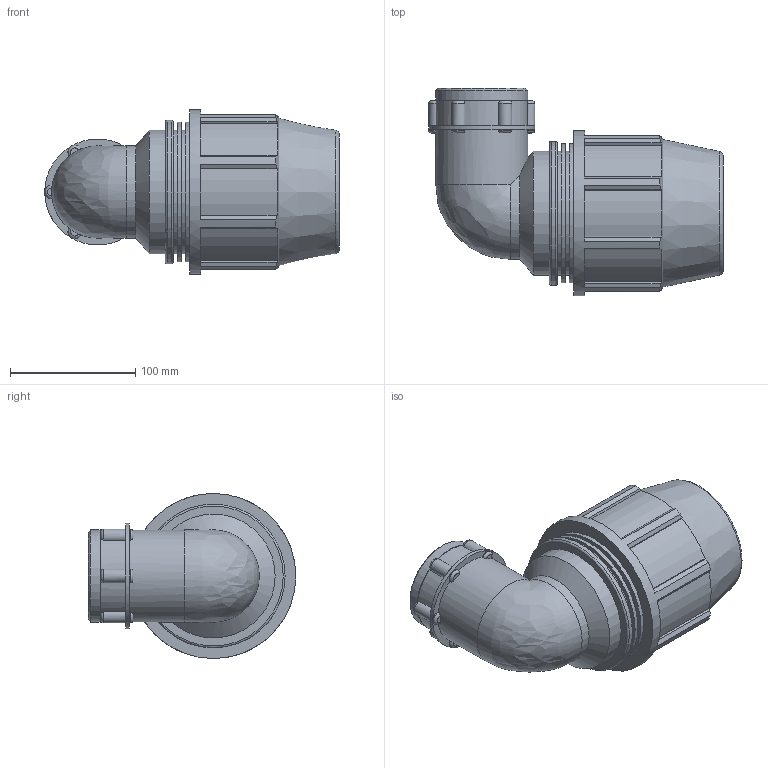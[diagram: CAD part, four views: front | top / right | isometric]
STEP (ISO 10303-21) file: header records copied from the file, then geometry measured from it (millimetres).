
FILE_DESCRIPTION(/* description */ ('PLASSON 90° ELBOW FEMALE ADAPTOR 75-2"'),/* implementation_level */ '2;1');
FILE_NAME(/* name */ '871500075020_181500075020_841506075020.ipt.stp',/* time_stamp */ '2018-03-25T20:11:03+03:00',/* author */ ('KIM'),/* organization */ (''),/* preprocessor_version */ 'ST-DEVELOPER v15.6',/* originating_system */ 'Autodesk Inventor 2015',/* authorisation */ '');
FILE_SCHEMA (('AUTOMOTIVE_DESIGN { 1 0 10303 214 3 1 1 }'));
Length unit declared in the file: millimetre
Products named in the file (1): 871500075020_181500075020_841506075020
Bounding box: 235.35 x 166 x 132 mm (x, y, z)
Volume: 1287389 mm3; surface area: 176071.4 mm2
Topology: 1 solids, 1 shells, 138 faces, 357 edges, 228 vertices
Faces by surface type: plane 71, cylinder 42, torus 15, cone 8, bspline 2
Full cylindrical faces by diameter (mm): 39.659 x1, 50.99 x1, 56.656 x1, 73.653 x2, 75 x1, 84.701 x1, 99 x3, 111.395 x2, 114.84 x1, 132 x1
Entity records: 4346 total; most frequent: CARTESIAN_POINT 1064, DIRECTION 714, ORIENTED_EDGE 646, EDGE_CURVE 323, AXIS2_PLACEMENT_3D 296, VERTEX_POINT 222, EDGE_LOOP 175, CIRCLE 155
